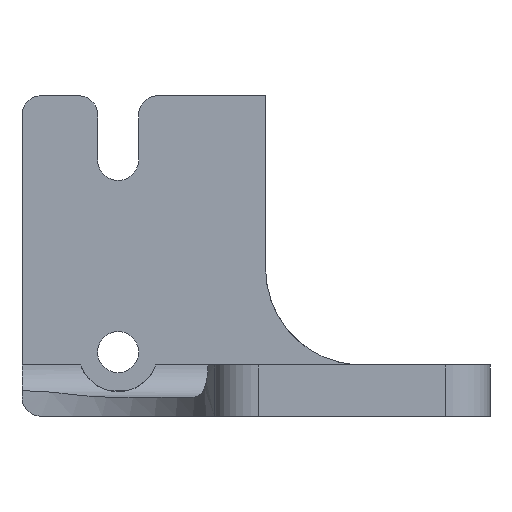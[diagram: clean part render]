
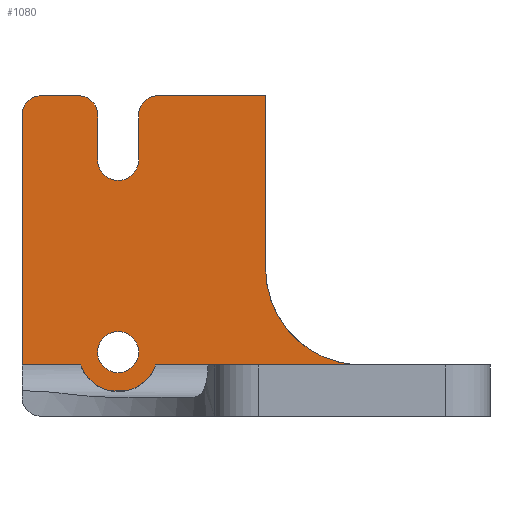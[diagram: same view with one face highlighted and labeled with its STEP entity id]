
A CAD part, left-side view. The second image highlights one B-rep face of the part: STEP entity #1080.
In plain terms, the highlighted planar face has unit normal (-1, 0, 0).
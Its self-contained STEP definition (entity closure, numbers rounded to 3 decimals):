
#45=FACE_BOUND('',#209,.T.);
#76=CIRCLE('',#1159,3.);
#78=CIRCLE('',#1163,3.2);
#80=CIRCLE('',#1168,6.179);
#82=CIRCLE('',#1172,3.2);
#85=CIRCLE('',#1176,3.);
#90=CIRCLE('',#1191,3.);
#91=CIRCLE('',#1193,15.);
#146=FACE_OUTER_BOUND('',#208,.T.);
#208=EDGE_LOOP('',(#922,#923,#924,#925,#926,#927,#928,#929,#930,#931,#932,
#933,#934,#935,#936));
#209=EDGE_LOOP('',(#937));
#286=LINE('',#1701,#376);
#292=LINE('',#1714,#382);
#297=LINE('',#1728,#387);
#300=LINE('',#1771,#390);
#302=LINE('',#1799,#392);
#307=LINE('',#1817,#397);
#312=LINE('',#1842,#402);
#319=LINE('',#1881,#409);
#320=LINE('',#1886,#410);
#376=VECTOR('',#1350,10.);
#382=VECTOR('',#1360,10.);
#387=VECTOR('',#1375,10.);
#390=VECTOR('',#1396,10.);
#392=VECTOR('',#1400,10.);
#397=VECTOR('',#1419,10.);
#402=VECTOR('',#1434,10.);
#409=VECTOR('',#1455,10.);
#410=VECTOR('',#1462,10.);
#480=VERTEX_POINT('',#1698);
#481=VERTEX_POINT('',#1700);
#486=VERTEX_POINT('',#1712);
#488=VERTEX_POINT('',#1720);
#490=VERTEX_POINT('',#1726);
#492=VERTEX_POINT('',#1732);
#495=VERTEX_POINT('',#1742);
#496=VERTEX_POINT('',#1755);
#497=VERTEX_POINT('',#1770);
#501=VERTEX_POINT('',#1785);
#502=VERTEX_POINT('',#1801);
#506=VERTEX_POINT('',#1810);
#507=VERTEX_POINT('',#1812);
#512=VERTEX_POINT('',#1841);
#517=VERTEX_POINT('',#1879);
#518=VERTEX_POINT('',#1885);
#605=EDGE_CURVE('',#480,#481,#286,.T.);
#612=EDGE_CURVE('',#486,#480,#292,.T.);
#616=EDGE_CURVE('',#486,#488,#76,.T.);
#619=EDGE_CURVE('',#488,#490,#297,.T.);
#622=EDGE_CURVE('',#490,#492,#78,.T.);
#626=EDGE_CURVE('',#495,#496,#80,.T.);
#628=EDGE_CURVE('',#496,#497,#300,.T.);
#633=EDGE_CURVE('',#501,#495,#302,.T.);
#634=EDGE_CURVE('',#502,#502,#82,.T.);
#639=EDGE_CURVE('',#507,#506,#85,.T.);
#642=EDGE_CURVE('',#492,#507,#307,.T.);
#650=EDGE_CURVE('',#497,#512,#312,.T.);
#661=EDGE_CURVE('',#517,#506,#319,.T.);
#662=EDGE_CURVE('',#512,#517,#90,.T.);
#663=EDGE_CURVE('',#518,#501,#320,.T.);
#664=EDGE_CURVE('',#481,#518,#91,.T.);
#922=ORIENTED_EDGE('',*,*,#633,.F.);
#923=ORIENTED_EDGE('',*,*,#663,.F.);
#924=ORIENTED_EDGE('',*,*,#664,.F.);
#925=ORIENTED_EDGE('',*,*,#605,.F.);
#926=ORIENTED_EDGE('',*,*,#612,.F.);
#927=ORIENTED_EDGE('',*,*,#616,.T.);
#928=ORIENTED_EDGE('',*,*,#619,.T.);
#929=ORIENTED_EDGE('',*,*,#622,.T.);
#930=ORIENTED_EDGE('',*,*,#642,.T.);
#931=ORIENTED_EDGE('',*,*,#639,.T.);
#932=ORIENTED_EDGE('',*,*,#661,.F.);
#933=ORIENTED_EDGE('',*,*,#662,.F.);
#934=ORIENTED_EDGE('',*,*,#650,.F.);
#935=ORIENTED_EDGE('',*,*,#628,.F.);
#936=ORIENTED_EDGE('',*,*,#626,.F.);
#937=ORIENTED_EDGE('',*,*,#634,.T.);
#1034=PLANE('',#1192);
#1080=ADVANCED_FACE('',(#146,#45),#1034,.F.);
#1159=AXIS2_PLACEMENT_3D('',#1722,#1369,#1370);
#1163=AXIS2_PLACEMENT_3D('',#1734,#1381,#1382);
#1168=AXIS2_PLACEMENT_3D('',#1756,#1392,#1393);
#1172=AXIS2_PLACEMENT_3D('',#1802,#1403,#1404);
#1176=AXIS2_PLACEMENT_3D('',#1813,#1413,#1414);
#1191=AXIS2_PLACEMENT_3D('',#1883,#1458,#1459);
#1192=AXIS2_PLACEMENT_3D('',#1884,#1460,#1461);
#1193=AXIS2_PLACEMENT_3D('',#1887,#1463,#1464);
#1350=DIRECTION('',(0.,0.,-1.));
#1360=DIRECTION('',(0.,-1.,0.));
#1369=DIRECTION('center_axis',(-1.,0.,0.));
#1370=DIRECTION('ref_axis',(0.,0.,1.));
#1375=DIRECTION('',(0.,0.,-1.));
#1381=DIRECTION('center_axis',(1.,0.,0.));
#1382=DIRECTION('ref_axis',(0.,1.,0.));
#1392=DIRECTION('center_axis',(1.,0.,0.));
#1393=DIRECTION('ref_axis',(0.,-1.,0.));
#1396=DIRECTION('',(0.,1.,0.));
#1400=DIRECTION('',(0.,1.,0.));
#1403=DIRECTION('center_axis',(1.,0.,0.));
#1404=DIRECTION('ref_axis',(0.,-1.,0.));
#1413=DIRECTION('center_axis',(-1.,0.,0.));
#1414=DIRECTION('ref_axis',(0.,-1.,0.));
#1419=DIRECTION('',(0.,0.,1.));
#1434=DIRECTION('',(0.,0.,1.));
#1455=DIRECTION('',(0.,-1.,0.));
#1458=DIRECTION('center_axis',(1.,0.,0.));
#1459=DIRECTION('ref_axis',(0.,0.707,0.707));
#1460=DIRECTION('center_axis',(1.,0.,0.));
#1461=DIRECTION('ref_axis',(0.,0.,1.));
#1462=DIRECTION('',(0.,0.,-1.));
#1463=DIRECTION('center_axis',(-1.,0.,0.));
#1464=DIRECTION('ref_axis',(0.,0.707,-0.707));
#1698=CARTESIAN_POINT('',(51.,-46.,50.));
#1700=CARTESIAN_POINT('',(51.,-46.,23.));
#1701=CARTESIAN_POINT('',(51.,-46.,1.5));
#1712=CARTESIAN_POINT('',(51.,-29.2,50.));
#1714=CARTESIAN_POINT('',(51.,-15.5,50.));
#1720=CARTESIAN_POINT('',(51.,-26.2,47.));
#1722=CARTESIAN_POINT('Origin',(51.,-29.2,47.));
#1726=CARTESIAN_POINT('',(51.,-26.2,40.));
#1728=CARTESIAN_POINT('',(51.,-26.2,25.));
#1732=CARTESIAN_POINT('',(51.,-19.8,40.));
#1734=CARTESIAN_POINT('Origin',(51.,-23.,40.));
#1742=CARTESIAN_POINT('',(51.,-28.846,8.));
#1755=CARTESIAN_POINT('',(51.,-17.154,8.));
#1756=CARTESIAN_POINT('Origin',(51.,-23.,10.));
#1770=CARTESIAN_POINT('',(51.,-8.,8.));
#1771=CARTESIAN_POINT('',(51.,-8.,8.));
#1785=CARTESIAN_POINT('',(51.,-59.75,8.));
#1799=CARTESIAN_POINT('',(51.,-8.,8.));
#1801=CARTESIAN_POINT('',(51.,-19.8,10.));
#1802=CARTESIAN_POINT('Origin',(51.,-23.,10.));
#1810=CARTESIAN_POINT('',(51.,-16.8,50.));
#1812=CARTESIAN_POINT('',(51.,-19.8,47.));
#1813=CARTESIAN_POINT('Origin',(51.,-16.8,47.));
#1817=CARTESIAN_POINT('',(51.,-19.8,21.5));
#1841=CARTESIAN_POINT('',(51.,-8.,47.));
#1842=CARTESIAN_POINT('',(51.,-8.,1.5));
#1879=CARTESIAN_POINT('',(51.,-11.,50.));
#1881=CARTESIAN_POINT('',(51.,-15.5,50.));
#1883=CARTESIAN_POINT('Origin',(51.,-11.,47.));
#1884=CARTESIAN_POINT('Origin',(51.,-8.,3.));
#1885=CARTESIAN_POINT('',(51.,-59.75,8.052));
#1886=CARTESIAN_POINT('',(51.,-59.75,0.));
#1887=CARTESIAN_POINT('Origin',(51.,-61.,23.));
